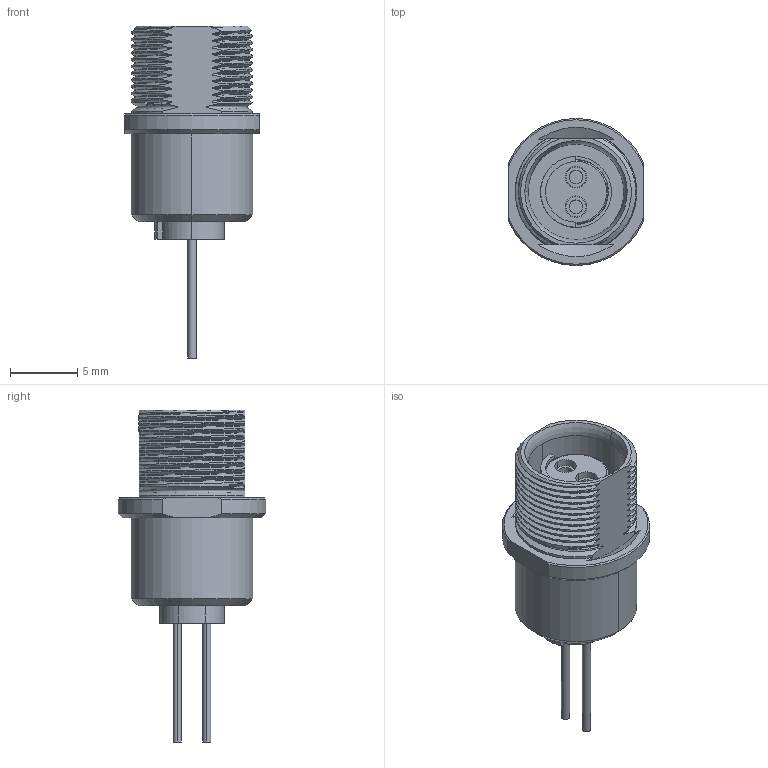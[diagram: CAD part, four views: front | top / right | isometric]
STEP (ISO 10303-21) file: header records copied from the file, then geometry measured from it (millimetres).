
FILE_DESCRIPTION((''),'2;1');
FILE_NAME('FISCHER_DBPC 102 A051-130_a.stp','2014-07-29T17:42:13',(''),(''),'Mechanical Desktop 2011','Mechanical Desktop 2011',', , ');
FILE_SCHEMA(('AUTOMOTIVE_DESIGN { 1 2 10303 214 1 1 1 1 }'));
Length unit declared in the file: millimetre
Products named in the file (1): Product
Bounding box: 10 x 10.9 x 24.6 mm (x, y, z)
Volume: 687.5 mm3; surface area: 1650.3 mm2
Topology: 7 solids, 7 shells, 207 faces, 570 edges, 388 vertices
Faces by surface type: bspline 74, cylinder 72, plane 40, cone 15, torus 6
Entity records: 13200 total; most frequent: CARTESIAN_POINT 8525, ORIENTED_EDGE 1140, DIRECTION 665, EDGE_CURVE 570, VERTEX_POINT 388, B_SPLINE_CURVE_WITH_KNOTS 282, AXIS2_PLACEMENT_3D 262, EDGE_LOOP 228
